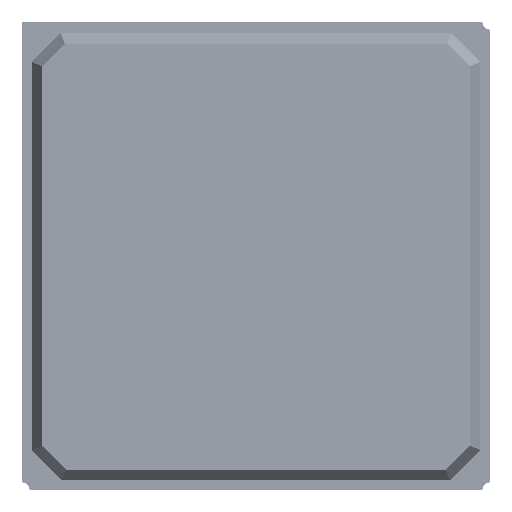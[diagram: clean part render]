
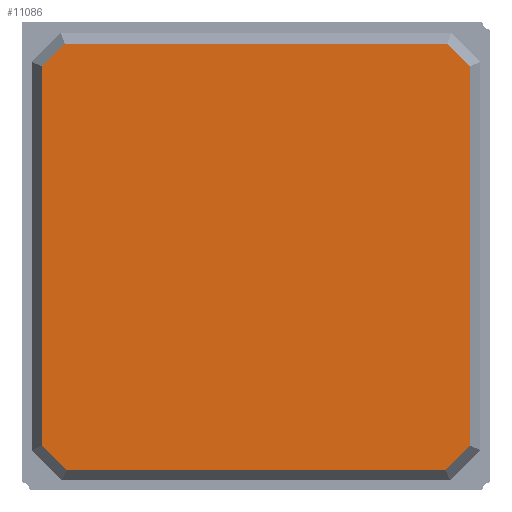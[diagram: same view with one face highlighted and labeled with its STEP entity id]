
A CAD part, top view. The second image highlights one B-rep face of the part: STEP entity #11086.
In plain terms, the highlighted planar face has unit normal (0, 0, 1).
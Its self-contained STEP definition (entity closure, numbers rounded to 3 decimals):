
#3621=FACE_OUTER_BOUND($,#4536,.T.);
#4536=EDGE_LOOP($,(#8323,#8324,#8325,#8326,#8327,#8328,#8329,#8330));
#6340=LINE($,#22873,#6379);
#6343=LINE($,#22879,#6382);
#6346=LINE($,#22885,#6385);
#6349=LINE($,#22891,#6388);
#6352=LINE($,#22897,#6391);
#6355=LINE($,#22903,#6394);
#6358=LINE($,#22909,#6397);
#6361=LINE($,#22913,#6400);
#6379=VECTOR($,#17404,2.259);
#6382=VECTOR($,#17409,25.131);
#6385=VECTOR($,#17414,2.259);
#6388=VECTOR($,#17419,25.131);
#6391=VECTOR($,#17424,2.129);
#6394=VECTOR($,#17429,25.316);
#6397=VECTOR($,#17434,2.129);
#6400=VECTOR($,#17439,25.131);
#6418=VERTEX_POINT($,#22870);
#6419=VERTEX_POINT($,#22872);
#6421=VERTEX_POINT($,#22878);
#6423=VERTEX_POINT($,#22884);
#6425=VERTEX_POINT($,#22890);
#6427=VERTEX_POINT($,#22896);
#6429=VERTEX_POINT($,#22902);
#6431=VERTEX_POINT($,#22908);
#7344=EDGE_CURVE($,#6419,#6418,#6340,.F.);
#7347=EDGE_CURVE($,#6421,#6419,#6343,.F.);
#7350=EDGE_CURVE($,#6423,#6421,#6346,.F.);
#7353=EDGE_CURVE($,#6425,#6423,#6349,.F.);
#7356=EDGE_CURVE($,#6427,#6425,#6352,.F.);
#7359=EDGE_CURVE($,#6429,#6427,#6355,.F.);
#7362=EDGE_CURVE($,#6431,#6429,#6358,.F.);
#7365=EDGE_CURVE($,#6418,#6431,#6361,.F.);
#8323=ORIENTED_EDGE($,*,*,#7365,.T.);
#8324=ORIENTED_EDGE($,*,*,#7362,.T.);
#8325=ORIENTED_EDGE($,*,*,#7359,.T.);
#8326=ORIENTED_EDGE($,*,*,#7356,.T.);
#8327=ORIENTED_EDGE($,*,*,#7353,.T.);
#8328=ORIENTED_EDGE($,*,*,#7350,.T.);
#8329=ORIENTED_EDGE($,*,*,#7347,.T.);
#8330=ORIENTED_EDGE($,*,*,#7344,.T.);
#10174=PLANE($,#14694);
#11086=ADVANCED_FACE($,(#3621),#10174,.F.);
#14694=AXIS2_PLACEMENT_3D($,#22915,#17442,#17443);
#17404=DIRECTION($,(-0.707,-0.707,0.));
#17409=DIRECTION($,(-1.,0.,0.));
#17414=DIRECTION($,(-0.707,0.707,0.));
#17419=DIRECTION($,(0.,1.,0.));
#17424=DIRECTION($,(0.707,0.707,0.));
#17429=DIRECTION($,(1.,0.,0.));
#17434=DIRECTION($,(0.707,-0.707,0.));
#17439=DIRECTION($,(0.,-1.,0.));
#17442=DIRECTION('center_axis',(0.,0.,
-1.));
#17443=DIRECTION('ref_axis',(0.,-1.,0.));
#22870=CARTESIAN_POINT('',(14.163,-12.565,2.44));
#22872=CARTESIAN_POINT('',(12.565,-14.163,2.44));
#22873=CARTESIAN_POINT($,(19.564,-7.164,2.44));
#22878=CARTESIAN_POINT('',(-12.565,-14.163,2.44));
#22879=CARTESIAN_POINT($,(10.717,-14.163,2.44));
#22884=CARTESIAN_POINT('',(-14.163,-12.565,2.44));
#22885=CARTESIAN_POINT($,(-14.914,-11.814,2.44));
#22890=CARTESIAN_POINT('',(-14.163,12.565,2.44));
#22891=CARTESIAN_POINT($,(-14.163,2.782,2.44));
#22896=CARTESIAN_POINT('',(-12.658,14.071,2.44));
#22897=CARTESIAN_POINT($,(-6.064,20.664,2.44));
#22902=CARTESIAN_POINT('',(12.658,14.071,2.44));
#22903=CARTESIAN_POINT($,(10.717,14.071,2.44));
#22908=CARTESIAN_POINT('',(14.163,12.565,2.44));
#22909=CARTESIAN_POINT($,(12.914,13.814,2.44));
#22913=CARTESIAN_POINT($,(14.163,2.782,2.44));
#22915=CARTESIAN_POINT('Origin',(11.5,15.5,2.44));
